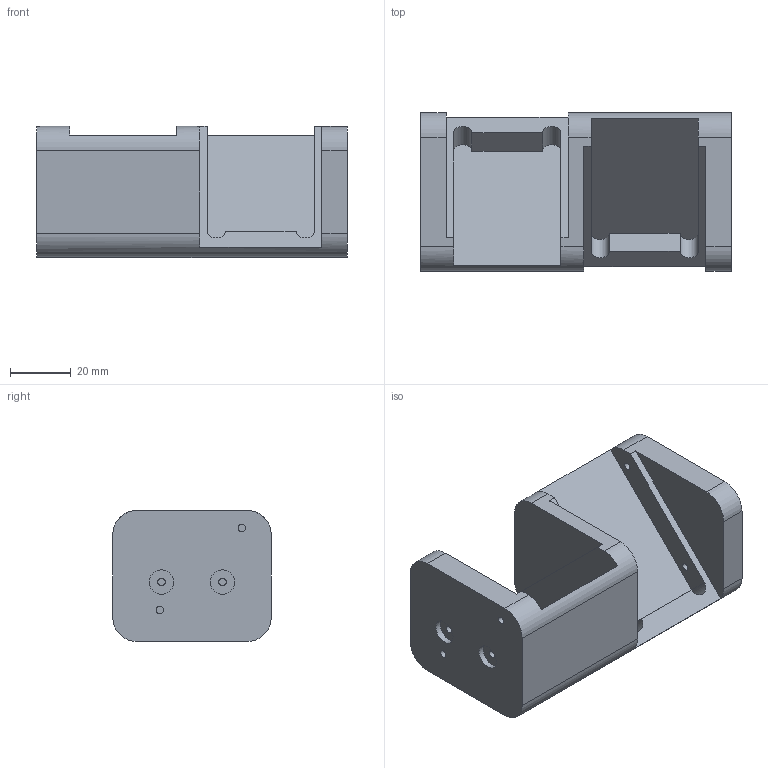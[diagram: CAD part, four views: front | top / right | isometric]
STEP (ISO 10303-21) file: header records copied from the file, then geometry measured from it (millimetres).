
FILE_DESCRIPTION(/* description */ ('Unknown'),/* implementation_level */ '2;1');
FILE_NAME(/* name */ 'OF-IN-2P-OD',/* time_stamp */ '2023-06-29T15:57:12+01:00',/* author */ ('Unknown'),/* organization */ ('Unknown'),/* preprocessor_version */ 'ST-DEVELOPER v16.7',/* originating_system */ 'Solid Edge',/* authorisation */ 'Unknown');
FILE_SCHEMA (('AUTOMOTIVE_DESIGN {1 0 10303 214 3 1 1}'));
Length unit declared in the file: millimetre
Products named in the file (1): Port Switcher - Fixed Dual Mirror Mount
Bounding box: 102 x 52 x 43 mm (x, y, z)
Volume: 124346.3 mm3; surface area: 26687.2 mm2
Topology: 1 solids, 1 shells, 54 faces, 136 edges, 92 vertices
Faces by surface type: plane 32, cylinder 22
Full cylindrical faces by diameter (mm): 2.459 x8, 8 x4
Entity records: 1966 total; most frequent: DIRECTION 282, CARTESIAN_POINT 263, ORIENTED_EDGE 240, EDGE_CURVE 120, AXIS2_PLACEMENT_3D 107, VERTEX_POINT 88, EDGE_LOOP 82, FACE_BOUND 82
